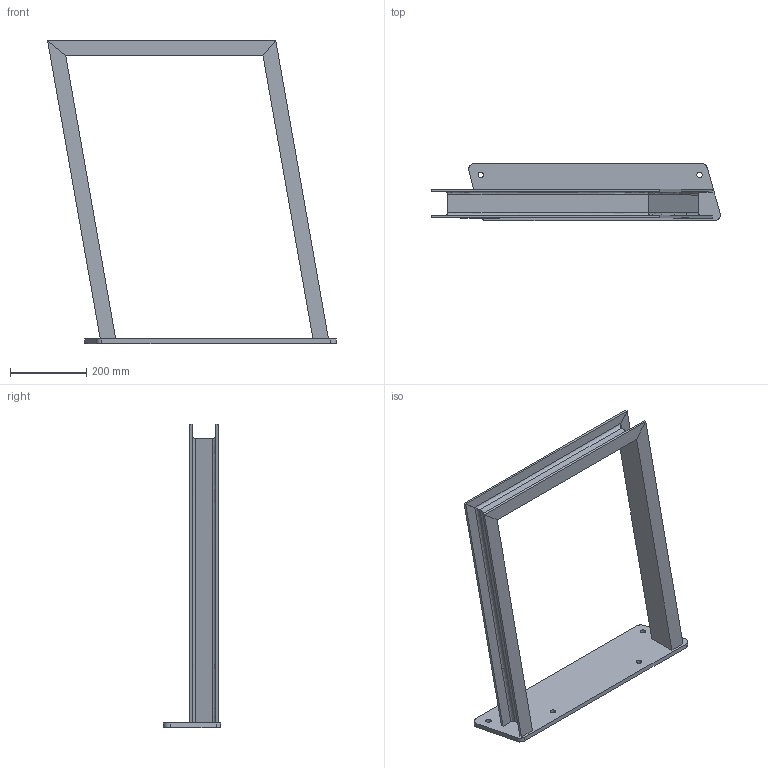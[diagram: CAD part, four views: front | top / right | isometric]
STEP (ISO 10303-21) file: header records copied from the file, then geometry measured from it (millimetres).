
FILE_DESCRIPTION(/* description */ (''),/* implementation_level */ '2;1');
FILE_NAME(/* name */ 'PRK09-A_UAP_PARKLAND_BikeRack_3D',/* time_stamp */ '2018-01-24T17:38:39-05:00',/* author */ (''),/* organization */ (''),/* preprocessor_version */ 'ST-DEVELOPER v15',/* originating_system */ '',/* authorisation */ '');
FILE_SCHEMA (('AUTOMOTIVE_DESIGN'));
Length unit declared in the file: millimetre
Products named in the file (1): Document
Bounding box: 759.59 x 150 x 796.84 mm (x, y, z)
Volume: 1125399.9 mm3; surface area: 830176.6 mm2
Topology: 1 solids, 8 shells, 54 faces, 162 edges, 116 vertices
Faces by surface type: plane 36, bspline 18
Entity records: 1790 total; most frequent: CARTESIAN_POINT 739, ORIENTED_EDGE 260, EDGE_CURVE 162, VERTEX_POINT 116, B_SPLINE_CURVE_WITH_KNOTS 111, EDGE_LOOP 62, ADVANCED_FACE 54, FACE_OUTER_BOUND 54
